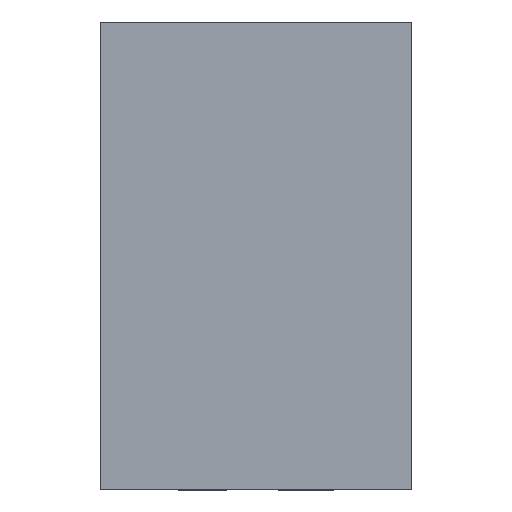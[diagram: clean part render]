
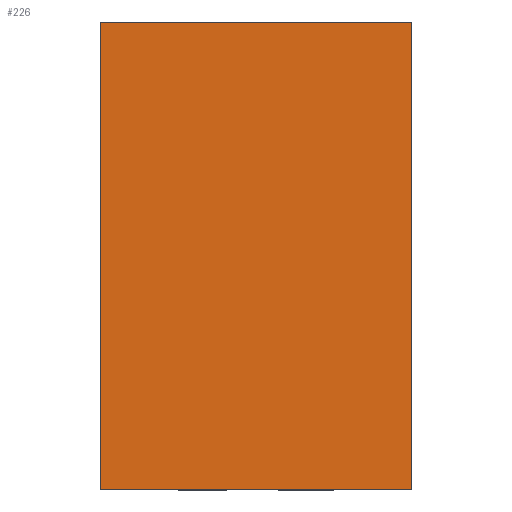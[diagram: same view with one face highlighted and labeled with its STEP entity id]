
A CAD part, top view. The second image highlights one B-rep face of the part: STEP entity #226.
In plain terms, the highlighted planar face has unit normal (0, 0, 1).
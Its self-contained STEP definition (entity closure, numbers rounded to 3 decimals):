
#33 = VERTEX_POINT('',#34);
#34 = CARTESIAN_POINT('',(-6.35,-9.525,6.35));
#51 = VERTEX_POINT('',#52);
#52 = CARTESIAN_POINT('',(-6.35,9.525,6.35));
#58 = EDGE_CURVE('',#51,#33,#59,.T.);
#59 = LINE('',#60,#61);
#60 = CARTESIAN_POINT('',(-6.35,9.525,6.35));
#61 = VECTOR('',#62,1.);
#62 = DIRECTION('',(0.,-1.,0.));
#119 = EDGE_CURVE('',#33,#120,#122,.T.);
#120 = VERTEX_POINT('',#121);
#121 = CARTESIAN_POINT('',(6.35,-9.525,6.35));
#122 = LINE('',#123,#124);
#123 = CARTESIAN_POINT('',(-6.35,-9.525,6.35));
#124 = VECTOR('',#125,1.);
#125 = DIRECTION('',(1.,0.,0.));
#208 = VERTEX_POINT('',#209);
#209 = CARTESIAN_POINT('',(6.35,9.525,6.35));
#215 = EDGE_CURVE('',#51,#208,#216,.T.);
#216 = LINE('',#217,#218);
#217 = CARTESIAN_POINT('',(-6.35,9.525,6.35));
#218 = VECTOR('',#219,1.);
#219 = DIRECTION('',(1.,0.,0.));
#226 = ADVANCED_FACE('',(#227),#238,.F.);
#227 = FACE_BOUND('',#228,.F.);
#228 = EDGE_LOOP('',(#229,#230,#236,#237));
#229 = ORIENTED_EDGE('',*,*,#215,.T.);
#230 = ORIENTED_EDGE('',*,*,#231,.T.);
#231 = EDGE_CURVE('',#208,#120,#232,.T.);
#232 = LINE('',#233,#234);
#233 = CARTESIAN_POINT('',(6.35,9.525,6.35));
#234 = VECTOR('',#235,1.);
#235 = DIRECTION('',(0.,-1.,0.));
#236 = ORIENTED_EDGE('',*,*,#119,.F.);
#237 = ORIENTED_EDGE('',*,*,#58,.F.);
#238 = PLANE('',#239);
#239 = AXIS2_PLACEMENT_3D('',#240,#241,#242);
#240 = CARTESIAN_POINT('',(-6.35,9.525,6.35));
#241 = DIRECTION('',(0.,0.,-1.));
#242 = DIRECTION('',(0.,-1.,0.));
